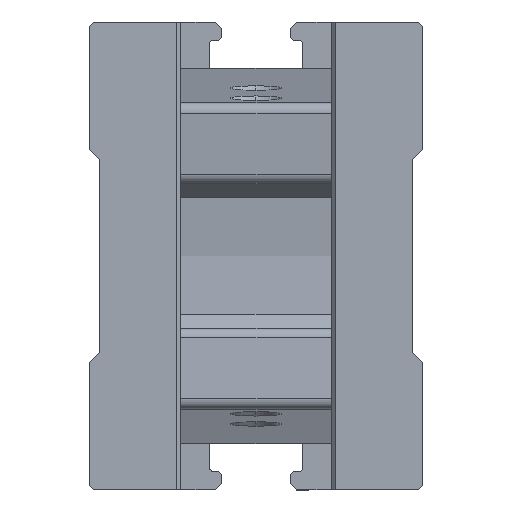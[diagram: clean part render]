
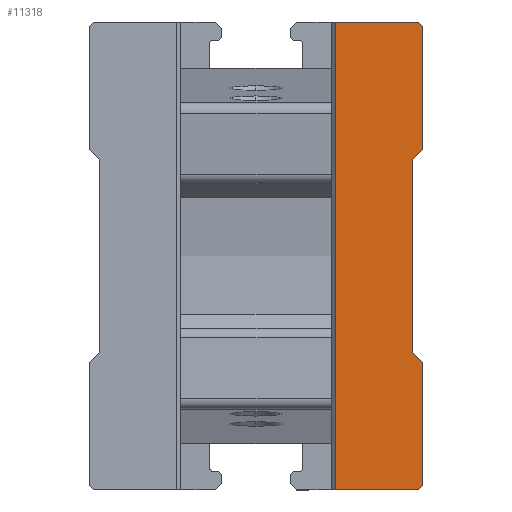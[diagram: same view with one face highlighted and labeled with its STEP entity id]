
A CAD part, left-side view. The second image highlights one B-rep face of the part: STEP entity #11318.
In plain terms, the highlighted face is planar.
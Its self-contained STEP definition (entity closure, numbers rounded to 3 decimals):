
#478 = DIRECTION ( 'NONE',  ( 0., -1., 0. ) ) ;
#507 = CARTESIAN_POINT ( 'NONE',  ( 11.5, 8.002, 0. ) ) ;
#525 = VECTOR ( 'NONE', #12216, 1000. ) ;
#777 = VERTEX_POINT ( 'NONE', #1285 ) ;
#1285 = CARTESIAN_POINT ( 'NONE',  ( -4.75, 7.7, 0. ) ) ;
#1721 = VECTOR ( 'NONE', #10644, 1000. ) ;
#2147 = CARTESIAN_POINT ( 'NONE',  ( 10.8, 3.9, 0. ) ) ;
#2324 = EDGE_CURVE ( 'NONE', #6316, #5676, #7625, .T. ) ;
#2548 = PLANE ( 'NONE',  #8665 ) ;
#3012 = DIRECTION ( 'NONE',  ( 0., 1., 0. ) ) ;
#3059 = ORIENTED_EDGE ( 'NONE', *, *, #12091, .T. ) ;
#3099 = CARTESIAN_POINT ( 'NONE',  ( 5.25, 8.2, 0. ) ) ;
#3122 = LINE ( 'NONE', #7362, #525 ) ;
#3128 = CARTESIAN_POINT ( 'NONE',  ( 10.8, 8.2, 0. ) ) ;
#3218 = CARTESIAN_POINT ( 'NONE',  ( 4.75, 7.7, 0. ) ) ;
#3295 = DIRECTION ( 'NONE',  ( -0.707, 0.707, 0. ) ) ;
#3336 = VECTOR ( 'NONE', #3012, 1000. ) ;
#3807 = LINE ( 'NONE', #5019, #3336 ) ;
#3873 = CARTESIAN_POINT ( 'NONE',  ( -11.302, 8.2, 0. ) ) ;
#3891 = LINE ( 'NONE', #2147, #5282 ) ;
#4009 = ORIENTED_EDGE ( 'NONE', *, *, #10031, .F. ) ;
#4332 = FACE_OUTER_BOUND ( 'NONE', #8623, .T. ) ;
#4376 = LINE ( 'NONE', #3128, #9008 ) ;
#4384 = CARTESIAN_POINT ( 'NONE',  ( -11.5, -1.9, 0. ) ) ;
#4390 = LINE ( 'NONE', #10550, #11937 ) ;
#4567 = CARTESIAN_POINT ( 'NONE',  ( -11.5, 8.002, 0. ) ) ;
#4651 = CARTESIAN_POINT ( 'NONE',  ( -5.25, 8.2, 0. ) ) ;
#4915 = VERTEX_POINT ( 'NONE', #9306 ) ;
#5019 = CARTESIAN_POINT ( 'NONE',  ( 11.5, -1.9, 0. ) ) ;
#5038 = VERTEX_POINT ( 'NONE', #4567 ) ;
#5282 = VECTOR ( 'NONE', #11150, 1000. ) ;
#5559 = LINE ( 'NONE', #9438, #10037 ) ;
#5579 = EDGE_CURVE ( 'NONE', #5891, #7263, #3807, .T. ) ;
#5653 = CARTESIAN_POINT ( 'NONE',  ( 10.8, -1.9, 0. ) ) ;
#5676 = VERTEX_POINT ( 'NONE', #3099 ) ;
#5891 = VERTEX_POINT ( 'NONE', #11500 ) ;
#6015 = LINE ( 'NONE', #4384, #9405 ) ;
#6316 = VERTEX_POINT ( 'NONE', #3218 ) ;
#6353 = ORIENTED_EDGE ( 'NONE', *, *, #2324, .F. ) ;
#6477 = DIRECTION ( 'NONE',  ( 1., 0., 0. ) ) ;
#6728 = EDGE_CURVE ( 'NONE', #777, #6925, #10278, .T. ) ;
#6925 = VERTEX_POINT ( 'NONE', #4651 ) ;
#6958 = LINE ( 'NONE', #3873, #1721 ) ;
#7263 = VERTEX_POINT ( 'NONE', #507 ) ;
#7362 = CARTESIAN_POINT ( 'NONE',  ( 4.75, 7.7, 0. ) ) ;
#7460 = DIRECTION ( 'NONE',  ( 0.707, -0.707, 0. ) ) ;
#7483 = ORIENTED_EDGE ( 'NONE', *, *, #6728, .T. ) ;
#7625 = LINE ( 'NONE', #11547, #12685 ) ;
#7641 = DIRECTION ( 'NONE',  ( 0., 0., 1. ) ) ;
#7656 = VECTOR ( 'NONE', #3295, 1000. ) ;
#7962 = EDGE_CURVE ( 'NONE', #9519, #5676, #4390, .T. ) ;
#7995 = DIRECTION ( 'NONE',  ( -1., 0., 0. ) ) ;
#8270 = EDGE_CURVE ( 'NONE', #6925, #10243, #4376, .T. ) ;
#8529 = ORIENTED_EDGE ( 'NONE', *, *, #9946, .T. ) ;
#8623 = EDGE_LOOP ( 'NONE', ( #4009, #7483, #9123, #10855, #3059, #8529, #12564, #10316, #12730, #6353 ) ) ;
#8665 = AXIS2_PLACEMENT_3D ( 'NONE', #5653, #7641, #6477 ) ;
#9008 = VECTOR ( 'NONE', #7995, 1000. ) ;
#9123 = ORIENTED_EDGE ( 'NONE', *, *, #8270, .T. ) ;
#9214 = CARTESIAN_POINT ( 'NONE',  ( -4.75, 7.7, 0. ) ) ;
#9306 = CARTESIAN_POINT ( 'NONE',  ( -11.5, 3.9, 0. ) ) ;
#9353 = CARTESIAN_POINT ( 'NONE',  ( 11.302, 8.2, 0. ) ) ;
#9405 = VECTOR ( 'NONE', #478, 1000. ) ;
#9438 = CARTESIAN_POINT ( 'NONE',  ( 11.5, 8.002, 0. ) ) ;
#9519 = VERTEX_POINT ( 'NONE', #9353 ) ;
#9946 = EDGE_CURVE ( 'NONE', #4915, #5891, #3891, .T. ) ;
#10031 = EDGE_CURVE ( 'NONE', #777, #6316, #3122, .T. ) ;
#10037 = VECTOR ( 'NONE', #7460, 1000. ) ;
#10243 = VERTEX_POINT ( 'NONE', #11825 ) ;
#10278 = LINE ( 'NONE', #9214, #7656 ) ;
#10316 = ORIENTED_EDGE ( 'NONE', *, *, #11773, .F. ) ;
#10428 = DIRECTION ( 'NONE',  ( -1., 0., 0. ) ) ;
#10550 = CARTESIAN_POINT ( 'NONE',  ( 10.8, 8.2, 0. ) ) ;
#10638 = DIRECTION ( 'NONE',  ( 0.707, 0.707, 0. ) ) ;
#10644 = DIRECTION ( 'NONE',  ( 0.707, 0.707, 0. ) ) ;
#10855 = ORIENTED_EDGE ( 'NONE', *, *, #11439, .F. ) ;
#11150 = DIRECTION ( 'NONE',  ( 1., 0., 0. ) ) ;
#11318 = ADVANCED_FACE ( 'NONE', ( #4332 ), #2548, .T. ) ;
#11439 = EDGE_CURVE ( 'NONE', #5038, #10243, #6958, .T. ) ;
#11500 = CARTESIAN_POINT ( 'NONE',  ( 11.5, 3.9, 0. ) ) ;
#11547 = CARTESIAN_POINT ( 'NONE',  ( 5.25, 8.2, 0. ) ) ;
#11773 = EDGE_CURVE ( 'NONE', #9519, #7263, #5559, .T. ) ;
#11825 = CARTESIAN_POINT ( 'NONE',  ( -11.302, 8.2, 0. ) ) ;
#11937 = VECTOR ( 'NONE', #10428, 1000. ) ;
#12091 = EDGE_CURVE ( 'NONE', #5038, #4915, #6015, .T. ) ;
#12216 = DIRECTION ( 'NONE',  ( 1., 0., 0. ) ) ;
#12564 = ORIENTED_EDGE ( 'NONE', *, *, #5579, .T. ) ;
#12685 = VECTOR ( 'NONE', #10638, 1000. ) ;
#12730 = ORIENTED_EDGE ( 'NONE', *, *, #7962, .T. ) ;
